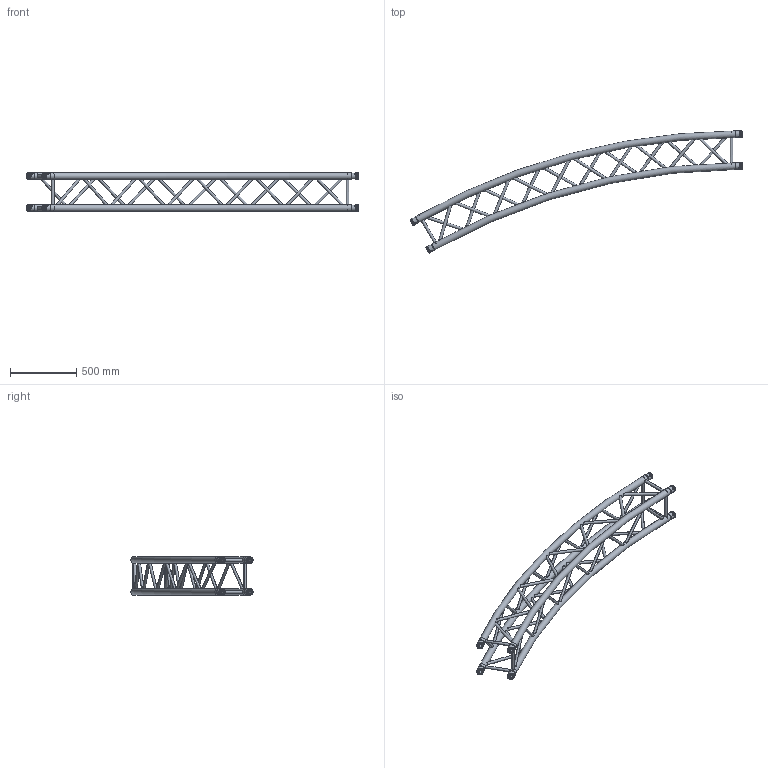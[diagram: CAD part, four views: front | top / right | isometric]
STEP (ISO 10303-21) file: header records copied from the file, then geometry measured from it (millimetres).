
FILE_DESCRIPTION(/* description */ (''),/* implementation_level */ '2;1');
FILE_NAME(/* name */ 'SQ-C10-30 Arc.stp',/* time_stamp */ '2019-10-04T13:05:17-07:00',/* author */ ('TheDanny'),/* organization */ (''),/* preprocessor_version */ 'ST-DEVELOPER v17',/* originating_system */ 'Autodesk Inventor 2019',/* authorisation */ '');
FILE_SCHEMA (('AUTOMOTIVE_DESIGN { 1 0 10303 214 3 1 1 }'));
Length unit declared in the file: inch
Products named in the file (61): SQ-C10-30 Arc; SQ-C10-30 Arc61; SQ-C10-30 Arc62; SQ-C10-30 Arc63; SQ-C10-30 Arc64; SQ-C10-30 Arc65; SQ-C10-30 Arc66; SQ-C10-30 Arc67; SQ-C10-30 Arc68; SQ-C10-30 Arc69; SQ-C10-30 Arc70; SQ-C10-30 Arc71; SQ-C10-30 Arc72; SQ-C10-30 Arc73; SQ-C10-30 Arc74; SQ-C10-30 Arc75; SQ-C10-30 Arc76; SQ-C10-30 Arc77; SQ-C10-30 Arc78; SQ-C10-30 Arc79; SQ-C10-30 Arc80; SQ-C10-30 Arc81; SQ-C10-30 Arc82; SQ-C10-30 Arc83; SQ-C10-30 Arc84; SQ-C10-30 Arc85; SQ-C10-30 Arc86; SQ-C10-30 Arc87; SQ-C10-30 Arc88; SQ-C10-30 Arc89; SQ-C10-30 Arc90; SQ-C10-30 Arc91; SQ-C10-30 Arc92; SQ-C10-30 Arc93; SQ-C10-30 Arc94; SQ-C10-30 Arc95; SQ-C10-30 Arc96; SQ-C10-30 Arc97; SQ-C10-30 Arc98; SQ-C10-30 Arc99 ...
Assembly tree (60 placements, depth 2):
  SQ-C10-30 Arc
    SQ-C10-30 Arc61
    SQ-C10-30 Arc62
    SQ-C10-30 Arc63
    SQ-C10-30 Arc64
    SQ-C10-30 Arc65
    SQ-C10-30 Arc66
    SQ-C10-30 Arc67
    SQ-C10-30 Arc68
    SQ-C10-30 Arc69
    SQ-C10-30 Arc70
    SQ-C10-30 Arc71
    SQ-C10-30 Arc72
    SQ-C10-30 Arc73
    SQ-C10-30 Arc74
    SQ-C10-30 Arc75
    SQ-C10-30 Arc76
    SQ-C10-30 Arc77
    SQ-C10-30 Arc78
    SQ-C10-30 Arc79
    SQ-C10-30 Arc80
    SQ-C10-30 Arc81
    SQ-C10-30 Arc82
    SQ-C10-30 Arc83
    SQ-C10-30 Arc84
    SQ-C10-30 Arc85
    SQ-C10-30 Arc86
    SQ-C10-30 Arc87
    SQ-C10-30 Arc88
    SQ-C10-30 Arc89
    SQ-C10-30 Arc90
    SQ-C10-30 Arc91
    SQ-C10-30 Arc92
    SQ-C10-30 Arc93
    SQ-C10-30 Arc94
    SQ-C10-30 Arc95
    SQ-C10-30 Arc96
    SQ-C10-30 Arc97
    SQ-C10-30 Arc98
    SQ-C10-30 Arc99
    SQ-C10-30 Arc100
    SQ-C10-30 Arc101
    SQ-C10-30 Arc102
    SQ-C10-30 Arc103
    SQ-C10-30 Arc104
    SQ-C10-30 Arc105
    SQ-C10-30 Arc106
    SQ-C10-30 Arc107
    SQ-C10-30 Arc108
    SQ-C10-30 Arc109
    SQ-C10-30 Arc110
    SQ-C10-30 Arc111
    SQ-C10-30 Arc112
    SQ-C10-30 Arc113
    SQ-C10-30 Arc114
    SQ-C10-30 Arc115
    SQ-C10-30 Arc116
    SQ-C10-30 Arc117
    SQ-C10-30 Arc118
    SQ-C10-30 Arc119
Bounding box: 2499.21 x 920.09 x 290 mm (x, y, z)
Volume: 4986858.8 mm3; surface area: 4501470.5 mm2
Topology: 59 solids, 59 shells, 332 faces, 974 edges, 744 vertices
Faces by surface type: torus 134, cylinder 118, cone 56, plane 24
Full cylindrical faces by diameter (mm): 16 x47, 20 x47, 30.3 x8, 45.8 x8, 50 x8
Entity records: 26468 total; most frequent: CARTESIAN_POINT 15541, ORIENTED_EDGE 1948, DIRECTION 1688, EDGE_CURVE 974, AXIS2_PLACEMENT_3D 749, VERTEX_POINT 744, B_SPLINE_CURVE_WITH_KNOTS 488, EDGE_LOOP 466
